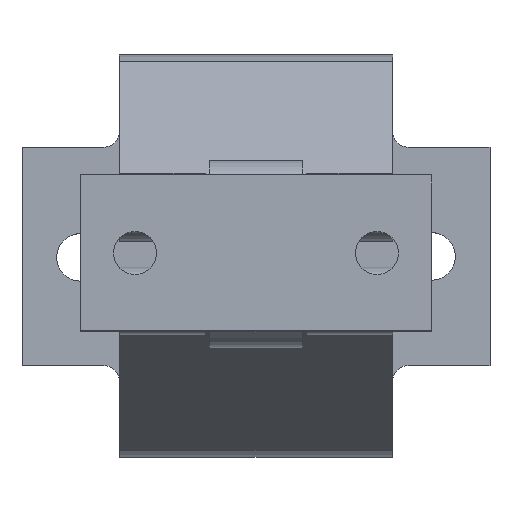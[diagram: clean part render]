
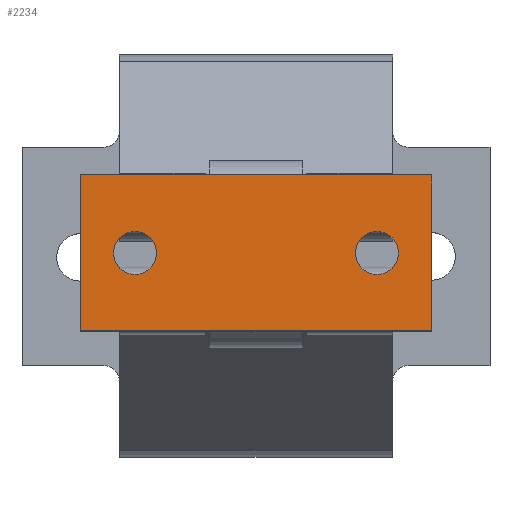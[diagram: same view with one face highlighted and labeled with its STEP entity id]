
A CAD part, front view. The second image highlights one B-rep face of the part: STEP entity #2234.
In plain terms, the highlighted face is planar.
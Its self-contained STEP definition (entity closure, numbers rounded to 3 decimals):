
#1822=CARTESIAN_POINT('',(-5.858,-40.613,-8.));
#1823=VERTEX_POINT('',#1822);
#1824=CARTESIAN_POINT('',(-8.608,-40.613,-8.));
#1825=DIRECTION('',(0.0,1.0,0.0));
#1826=DIRECTION('',(-1.0,0.0,0.0));
#1827=AXIS2_PLACEMENT_3D('',#1824,#1825,#1826);
#1828=CIRCLE('',#1827,2.75);
#1829=EDGE_CURVE('',#1823,#1823,#1828,.T.);
#1850=CARTESIAN_POINT('',(-5.858,-40.613,23.0));
#1851=VERTEX_POINT('',#1850);
#1852=CARTESIAN_POINT('',(-8.608,-40.613,23.0));
#1853=DIRECTION('',(0.0,1.0,0.0));
#1854=DIRECTION('',(-1.0,0.0,0.0));
#1855=AXIS2_PLACEMENT_3D('',#1852,#1853,#1854);
#1856=CIRCLE('',#1855,2.75);
#1857=EDGE_CURVE('',#1851,#1851,#1856,.T.);
#1880=CARTESIAN_POINT('',(1.392,-40.613,-15.0));
#1881=VERTEX_POINT('',#1880);
#1896=CARTESIAN_POINT('',(1.392,-40.613,30.0));
#1897=VERTEX_POINT('',#1896);
#1904=CARTESIAN_POINT('',(1.392,-40.613,-15.0));
#1905=DIRECTION('',(0.0,0.0,1.0));
#1906=VECTOR('',#1905,45.0);
#1907=LINE('',#1904,#1906);
#1908=EDGE_CURVE('',#1881,#1897,#1907,.T.);
#1928=CARTESIAN_POINT('',(-18.608,-40.613,-15.0));
#1929=VERTEX_POINT('',#1928);
#1936=CARTESIAN_POINT('',(-18.608,-40.613,30.0));
#1937=VERTEX_POINT('',#1936);
#1938=CARTESIAN_POINT('',(-18.608,-40.613,30.0));
#1939=DIRECTION('',(0.0,0.0,-1.0));
#1940=VECTOR('',#1939,45.0);
#1941=LINE('',#1938,#1940);
#1942=EDGE_CURVE('',#1937,#1929,#1941,.T.);
#1965=CARTESIAN_POINT('',(-18.608,-40.613,-15.0));
#1966=DIRECTION('',(1.0,0.0,0.0));
#1967=VECTOR('',#1966,20.);
#1968=LINE('',#1965,#1967);
#1969=EDGE_CURVE('',#1929,#1881,#1968,.T.);
#2039=CARTESIAN_POINT('',(1.392,-40.613,30.0));
#2040=DIRECTION('',(-1.0,0.0,0.0));
#2041=VECTOR('',#2040,20.);
#2042=LINE('',#2039,#2041);
#2043=EDGE_CURVE('',#1897,#1937,#2042,.T.);
#2217=CARTESIAN_POINT('',(0.392,-40.613,0.0));
#2218=DIRECTION('',(0.0,-1.0,0.0));
#2219=DIRECTION('',(0.0,0.0,-1.0));
#2220=AXIS2_PLACEMENT_3D('',#2217,#2218,#2219);
#2221=PLANE('',#2220);
#2222=ORIENTED_EDGE('',*,*,#1969,.T.);
#2223=ORIENTED_EDGE('',*,*,#1908,.T.);
#2224=ORIENTED_EDGE('',*,*,#2043,.T.);
#2225=ORIENTED_EDGE('',*,*,#1942,.T.);
#2226=EDGE_LOOP('',(#2222,#2223,#2224,#2225));
#2227=FACE_OUTER_BOUND('',#2226,.T.);
#2228=ORIENTED_EDGE('',*,*,#1829,.T.);
#2229=EDGE_LOOP('',(#2228));
#2230=FACE_BOUND('',#2229,.T.);
#2231=ORIENTED_EDGE('',*,*,#1857,.T.);
#2232=EDGE_LOOP('',(#2231));
#2233=FACE_BOUND('',#2232,.T.);
#2234=ADVANCED_FACE('',(#2227,#2230,#2233),#2221,.T.);
